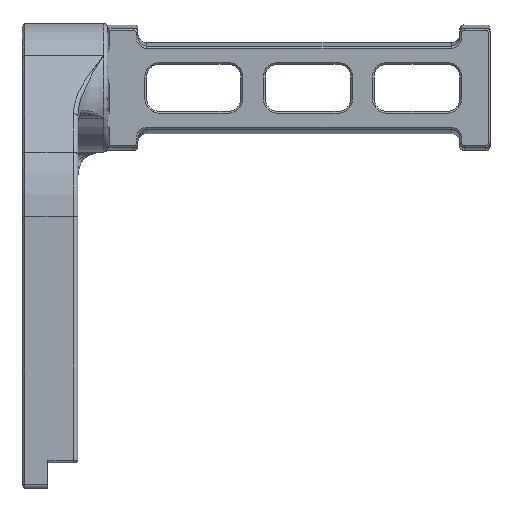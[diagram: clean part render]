
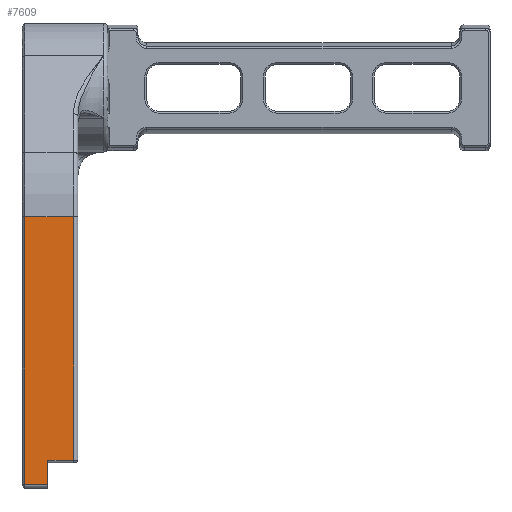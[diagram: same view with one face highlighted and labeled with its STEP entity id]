
A CAD part, front view. The second image highlights one B-rep face of the part: STEP entity #7609.
In plain terms, the highlighted planar face has unit normal (0, -1, 0).
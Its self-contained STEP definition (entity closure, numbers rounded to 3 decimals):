
#365=PLANE('',#8304);
#983=FACE_OUTER_BOUND('',#1449,.T.);
#1449=EDGE_LOOP('',(#7019,#7020,#7021,#7022,#7023,#7024));
#1797=LINE('',#14072,#2473);
#1972=LINE('',#14566,#2648);
#2071=LINE('',#14886,#2747);
#2099=LINE('',#15228,#2775);
#2118=LINE('',#15488,#2794);
#2126=LINE('',#15508,#2802);
#2473=VECTOR('',#9230,10.);
#2648=VECTOR('',#9695,10.);
#2747=VECTOR('',#10018,10.);
#2775=VECTOR('',#10146,10.);
#2794=VECTOR('',#10321,10.);
#2802=VECTOR('',#10347,10.);
#3424=VERTEX_POINT('',#14069);
#3425=VERTEX_POINT('',#14071);
#3588=VERTEX_POINT('',#14559);
#3590=VERTEX_POINT('',#14564);
#3677=VERTEX_POINT('',#14884);
#3727=VERTEX_POINT('',#15226);
#4307=EDGE_CURVE('',#3424,#3425,#1797,.T.);
#4552=EDGE_CURVE('',#3590,#3588,#1972,.T.);
#4705=EDGE_CURVE('',#3677,#3590,#2071,.T.);
#4777=EDGE_CURVE('',#3727,#3424,#2099,.T.);
#4830=EDGE_CURVE('',#3425,#3677,#2118,.T.);
#4840=EDGE_CURVE('',#3588,#3727,#2126,.T.);
#7019=ORIENTED_EDGE('',*,*,#4307,.F.);
#7020=ORIENTED_EDGE('',*,*,#4777,.F.);
#7021=ORIENTED_EDGE('',*,*,#4840,.F.);
#7022=ORIENTED_EDGE('',*,*,#4552,.F.);
#7023=ORIENTED_EDGE('',*,*,#4705,.F.);
#7024=ORIENTED_EDGE('',*,*,#4830,.F.);
#7609=ADVANCED_FACE('',(#983),#365,.T.);
#8304=AXIS2_PLACEMENT_3D('',#15509,#10348,#10349);
#9230=DIRECTION('',(-1.,0.,0.));
#9695=DIRECTION('',(0.,0.,1.));
#10018=DIRECTION('',(-1.,0.,0.));
#10146=DIRECTION('',(0.,0.,-1.));
#10321=DIRECTION('',(0.,0.,-1.));
#10347=DIRECTION('',(1.,0.,0.));
#10348=DIRECTION('center_axis',(0.,-1.,0.));
#10349=DIRECTION('ref_axis',(0.,0.,
-1.));
#14069=CARTESIAN_POINT('',(-1.,-9.,-81.431));
#14071=CARTESIAN_POINT('',(-7.,-9.,-81.431));
#14072=CARTESIAN_POINT('',(-13.,-9.,-81.431));
#14559=CARTESIAN_POINT('',(-12.4,-9.,-24.7));
#14564=CARTESIAN_POINT('',(-12.4,-9.,-87.031));
#14566=CARTESIAN_POINT('',(-12.4,-9.,-74.681));
#14884=CARTESIAN_POINT('',(-7.,-9.,-87.031));
#14886=CARTESIAN_POINT('',(-13.,-9.,-87.031));
#15226=CARTESIAN_POINT('',(-1.,-9.,-24.7));
#15228=CARTESIAN_POINT('',(-1.,-9.,-23.889));
#15488=CARTESIAN_POINT('',(-7.,-9.,-82.031));
#15508=CARTESIAN_POINT('',(-13.,-9.,-24.7));
#15509=CARTESIAN_POINT('Origin',(-13.,-9.,-16.662));
